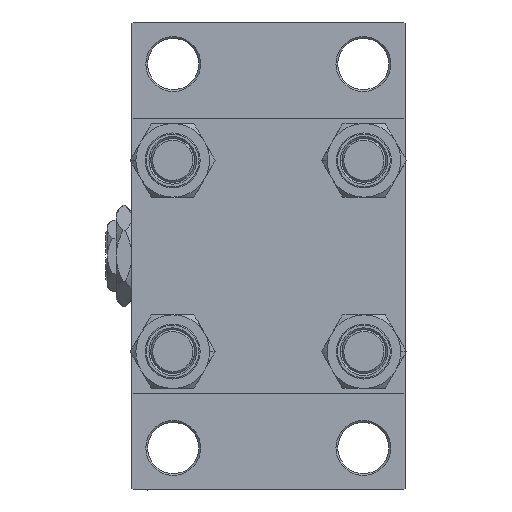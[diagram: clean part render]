
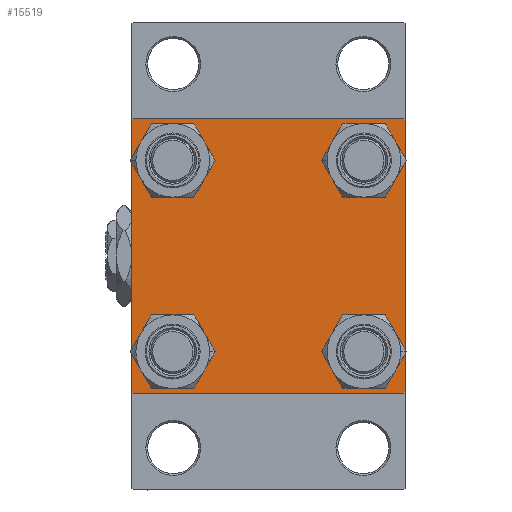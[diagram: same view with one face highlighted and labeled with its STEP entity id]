
A CAD part, left-side view. The second image highlights one B-rep face of the part: STEP entity #15519.
In plain terms, the highlighted planar face has unit normal (-1, 0, 0).
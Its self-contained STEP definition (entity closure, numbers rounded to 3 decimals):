
#9 = DIRECTION ( 'NONE',  ( 1., 0., 0. ) ) ;
#595 = CARTESIAN_POINT ( 'NONE',  ( 0., -26.15, -19.65 ) ) ;
#651 = DIRECTION ( 'NONE',  ( 0., 0., 1. ) ) ;
#938 = PLANE ( 'NONE',  #12514 ) ;
#1038 = EDGE_CURVE ( 'NONE', #7511, #34496, #35872, .T. ) ;
#1576 = ORIENTED_EDGE ( 'NONE', *, *, #25653, .T. ) ;
#2548 = LINE ( 'NONE', #29339, #28633 ) ;
#2859 = EDGE_CURVE ( 'NONE', #13860, #28558, #43317, .T. ) ;
#2902 = EDGE_CURVE ( 'NONE', #22136, #43084, #41020, .T. ) ;
#3789 = CARTESIAN_POINT ( 'NONE',  ( 0., -26.15, -26.15 ) ) ;
#3801 = EDGE_CURVE ( 'NONE', #7511, #12809, #39603, .T. ) ;
#3802 = DIRECTION ( 'NONE',  ( 1., 0., 0. ) ) ;
#3806 = ORIENTED_EDGE ( 'NONE', *, *, #38772, .T. ) ;
#4556 = ORIENTED_EDGE ( 'NONE', *, *, #37823, .T. ) ;
#4964 = CARTESIAN_POINT ( 'NONE',  ( 0., -37.5, 37.5 ) ) ;
#6026 = CARTESIAN_POINT ( 'NONE',  ( 0., -37.25, 37.25 ) ) ;
#6329 = CIRCLE ( 'NONE', #23246, 6.5 ) ;
#6359 = DIRECTION ( 'NONE',  ( 0., -0.707, 0.707 ) ) ;
#6539 = EDGE_CURVE ( 'NONE', #33989, #13860, #7803, .T. ) ;
#6846 = AXIS2_PLACEMENT_3D ( 'NONE', #20738, #12669, #13420 ) ;
#7249 = CARTESIAN_POINT ( 'NONE',  ( 0., 37.5, 37.5 ) ) ;
#7511 = VERTEX_POINT ( 'NONE', #40469 ) ;
#7637 = DIRECTION ( 'NONE',  ( 0., 0., 1. ) ) ;
#7803 = LINE ( 'NONE', #8055, #41368 ) ;
#8055 = CARTESIAN_POINT ( 'NONE',  ( 0., 37.25, 37.25 ) ) ;
#8472 = DIRECTION ( 'NONE',  ( 1., 0., 0. ) ) ;
#8507 = VERTEX_POINT ( 'NONE', #46253 ) ;
#8696 = DIRECTION ( 'NONE',  ( 0., 0., -1. ) ) ;
#8775 = DIRECTION ( 'NONE',  ( -1., 0., 0. ) ) ;
#9231 = CARTESIAN_POINT ( 'NONE',  ( 0., 26.15, -26.15 ) ) ;
#9304 = CARTESIAN_POINT ( 'NONE',  ( 0., -26.15, 26.15 ) ) ;
#9833 = EDGE_LOOP ( 'NONE', ( #1576, #4556 ) ) ;
#10161 = CARTESIAN_POINT ( 'NONE',  ( 0., -37.25, -37.25 ) ) ;
#11968 = EDGE_LOOP ( 'NONE', ( #22597, #3806, #45363, #43731, #44155, #35210, #17519, #48984 ) ) ;
#12514 = AXIS2_PLACEMENT_3D ( 'NONE', #35820, #8775, #20379 ) ;
#12669 = DIRECTION ( 'NONE',  ( 1., 0., 0. ) ) ;
#12794 = CARTESIAN_POINT ( 'NONE',  ( 0., 37.5, -37. ) ) ;
#12809 = VERTEX_POINT ( 'NONE', #12977 ) ;
#12977 = CARTESIAN_POINT ( 'NONE',  ( 0., -37.5, -37. ) ) ;
#13067 = ORIENTED_EDGE ( 'NONE', *, *, #39189, .T. ) ;
#13133 = CARTESIAN_POINT ( 'NONE',  ( 0., -37., -37.5 ) ) ;
#13223 = VERTEX_POINT ( 'NONE', #33570 ) ;
#13371 = DIRECTION ( 'NONE',  ( 0., 0.707, 0.707 ) ) ;
#13420 = DIRECTION ( 'NONE',  ( 0., 0., 1. ) ) ;
#13860 = VERTEX_POINT ( 'NONE', #17767 ) ;
#14165 = EDGE_CURVE ( 'NONE', #33989, #34496, #2548, .T. ) ;
#14400 = CARTESIAN_POINT ( 'NONE',  ( 0., -37., 37.5 ) ) ;
#15395 = CIRCLE ( 'NONE', #36415, 6.5 ) ;
#15421 = DIRECTION ( 'NONE',  ( 0., 0., 1. ) ) ;
#15519 = ADVANCED_FACE ( 'NONE', ( #16114, #31535, #20641, #28479, #47682 ), #938, .T. ) ;
#15994 = CARTESIAN_POINT ( 'NONE',  ( 0., 26.15, 26.15 ) ) ;
#16114 = FACE_BOUND ( 'NONE', #41077, .T. ) ;
#16143 = ORIENTED_EDGE ( 'NONE', *, *, #43761, .T. ) ;
#16602 = AXIS2_PLACEMENT_3D ( 'NONE', #15994, #47310, #7637 ) ;
#16890 = CARTESIAN_POINT ( 'NONE',  ( 0., 26.15, -32.65 ) ) ;
#17519 = ORIENTED_EDGE ( 'NONE', *, *, #14165, .F. ) ;
#17597 = CARTESIAN_POINT ( 'NONE',  ( 0., 37.25, -37.25 ) ) ;
#17767 = CARTESIAN_POINT ( 'NONE',  ( 0., 37.5, 37. ) ) ;
#18143 = CIRCLE ( 'NONE', #6846, 6.5 ) ;
#19626 = ORIENTED_EDGE ( 'NONE', *, *, #22840, .T. ) ;
#20379 = DIRECTION ( 'NONE',  ( 0., 0., 1. ) ) ;
#20641 = FACE_BOUND ( 'NONE', #9833, .T. ) ;
#20666 = CARTESIAN_POINT ( 'NONE',  ( 0., 26.15, 32.65 ) ) ;
#20738 = CARTESIAN_POINT ( 'NONE',  ( 0., 26.15, -26.15 ) ) ;
#21197 = VERTEX_POINT ( 'NONE', #22247 ) ;
#21638 = LINE ( 'NONE', #17597, #38383 ) ;
#22136 = VERTEX_POINT ( 'NONE', #44470 ) ;
#22247 = CARTESIAN_POINT ( 'NONE',  ( 0., -26.15, 19.65 ) ) ;
#22515 = VERTEX_POINT ( 'NONE', #595 ) ;
#22597 = ORIENTED_EDGE ( 'NONE', *, *, #2859, .T. ) ;
#22840 = EDGE_CURVE ( 'NONE', #26551, #23232, #6329, .T. ) ;
#23232 = VERTEX_POINT ( 'NONE', #20666 ) ;
#23246 = AXIS2_PLACEMENT_3D ( 'NONE', #39205, #31384, #26812 ) ;
#23719 = DIRECTION ( 'NONE',  ( 0., 0.707, -0.707 ) ) ;
#24635 = DIRECTION ( 'NONE',  ( 1., 0., 0. ) ) ;
#24705 = DIRECTION ( 'NONE',  ( 1., 0., 0. ) ) ;
#24848 = CIRCLE ( 'NONE', #46608, 6.5 ) ;
#25426 = DIRECTION ( 'NONE',  ( 0., -0.707, -0.707 ) ) ;
#25653 = EDGE_CURVE ( 'NONE', #33587, #36609, #15395, .T. ) ;
#25924 = VECTOR ( 'NONE', #39848, 1000. ) ;
#26467 = AXIS2_PLACEMENT_3D ( 'NONE', #9304, #24705, #40383 ) ;
#26551 = VERTEX_POINT ( 'NONE', #28441 ) ;
#26812 = DIRECTION ( 'NONE',  ( 0., 0., 1. ) ) ;
#28441 = CARTESIAN_POINT ( 'NONE',  ( 0., 26.15, 19.65 ) ) ;
#28479 = FACE_BOUND ( 'NONE', #46779, .T. ) ;
#28558 = VERTEX_POINT ( 'NONE', #12794 ) ;
#28633 = VECTOR ( 'NONE', #44995, 1000. ) ;
#29339 = CARTESIAN_POINT ( 'NONE',  ( 0., 37.5, 37.5 ) ) ;
#29465 = ORIENTED_EDGE ( 'NONE', *, *, #48668, .T. ) ;
#31384 = DIRECTION ( 'NONE',  ( 1., 0., 0. ) ) ;
#31535 = FACE_BOUND ( 'NONE', #37037, .T. ) ;
#32681 = LINE ( 'NONE', #10161, #49592 ) ;
#33570 = CARTESIAN_POINT ( 'NONE',  ( 0., -26.15, -32.65 ) ) ;
#33587 = VERTEX_POINT ( 'NONE', #37079 ) ;
#33989 = VERTEX_POINT ( 'NONE', #38241 ) ;
#34105 = EDGE_CURVE ( 'NONE', #43084, #12809, #32681, .T. ) ;
#34496 = VERTEX_POINT ( 'NONE', #14400 ) ;
#34813 = VECTOR ( 'NONE', #47604, 1000. ) ;
#35210 = ORIENTED_EDGE ( 'NONE', *, *, #1038, .T. ) ;
#35820 = CARTESIAN_POINT ( 'NONE',  ( 0., 0., 0. ) ) ;
#35872 = LINE ( 'NONE', #6026, #36345 ) ;
#36194 = CIRCLE ( 'NONE', #41053, 6.5 ) ;
#36345 = VECTOR ( 'NONE', #13371, 1000. ) ;
#36415 = AXIS2_PLACEMENT_3D ( 'NONE', #9231, #24635, #40066 ) ;
#36609 = VERTEX_POINT ( 'NONE', #16890 ) ;
#36712 = ORIENTED_EDGE ( 'NONE', *, *, #45025, .T. ) ;
#37037 = EDGE_LOOP ( 'NONE', ( #16143, #45198 ) ) ;
#37079 = CARTESIAN_POINT ( 'NONE',  ( 0., 26.15, -19.65 ) ) ;
#37823 = EDGE_CURVE ( 'NONE', #36609, #33587, #18143, .T. ) ;
#38241 = CARTESIAN_POINT ( 'NONE',  ( 0., 37., 37.5 ) ) ;
#38383 = VECTOR ( 'NONE', #25426, 1000. ) ;
#38434 = CARTESIAN_POINT ( 'NONE',  ( 0., -26.15, -26.15 ) ) ;
#38772 = EDGE_CURVE ( 'NONE', #28558, #22136, #21638, .T. ) ;
#39189 = EDGE_CURVE ( 'NONE', #23232, #26551, #43224, .T. ) ;
#39205 = CARTESIAN_POINT ( 'NONE',  ( 0., 26.15, 26.15 ) ) ;
#39497 = EDGE_CURVE ( 'NONE', #13223, #22515, #49659, .T. ) ;
#39603 = LINE ( 'NONE', #4964, #25924 ) ;
#39848 = DIRECTION ( 'NONE',  ( 0., 0., -1. ) ) ;
#39981 = AXIS2_PLACEMENT_3D ( 'NONE', #3789, #9, #15421 ) ;
#40066 = DIRECTION ( 'NONE',  ( 0., 0., 1. ) ) ;
#40067 = CARTESIAN_POINT ( 'NONE',  ( 0., -26.15, 26.15 ) ) ;
#40383 = DIRECTION ( 'NONE',  ( 0., 0., 1. ) ) ;
#40469 = CARTESIAN_POINT ( 'NONE',  ( 0., -37.5, 37. ) ) ;
#41020 = LINE ( 'NONE', #48359, #34813 ) ;
#41053 = AXIS2_PLACEMENT_3D ( 'NONE', #40067, #8472, #651 ) ;
#41077 = EDGE_LOOP ( 'NONE', ( #36712, #29465 ) ) ;
#41368 = VECTOR ( 'NONE', #23719, 1000. ) ;
#42633 = CIRCLE ( 'NONE', #26467, 6.5 ) ;
#42723 = DIRECTION ( 'NONE',  ( 0., 0., 1. ) ) ;
#43084 = VERTEX_POINT ( 'NONE', #13133 ) ;
#43224 = CIRCLE ( 'NONE', #16602, 6.5 ) ;
#43317 = LINE ( 'NONE', #7249, #46051 ) ;
#43731 = ORIENTED_EDGE ( 'NONE', *, *, #34105, .T. ) ;
#43761 = EDGE_CURVE ( 'NONE', #22515, #13223, #24848, .T. ) ;
#44155 = ORIENTED_EDGE ( 'NONE', *, *, #3801, .F. ) ;
#44470 = CARTESIAN_POINT ( 'NONE',  ( 0., 37., -37.5 ) ) ;
#44995 = DIRECTION ( 'NONE',  ( 0., -1., 0. ) ) ;
#45025 = EDGE_CURVE ( 'NONE', #8507, #21197, #42633, .T. ) ;
#45198 = ORIENTED_EDGE ( 'NONE', *, *, #39497, .T. ) ;
#45363 = ORIENTED_EDGE ( 'NONE', *, *, #2902, .T. ) ;
#46051 = VECTOR ( 'NONE', #8696, 1000. ) ;
#46253 = CARTESIAN_POINT ( 'NONE',  ( 0., -26.15, 32.65 ) ) ;
#46608 = AXIS2_PLACEMENT_3D ( 'NONE', #38434, #3802, #42723 ) ;
#46779 = EDGE_LOOP ( 'NONE', ( #13067, #19626 ) ) ;
#47310 = DIRECTION ( 'NONE',  ( 1., 0., 0. ) ) ;
#47604 = DIRECTION ( 'NONE',  ( 0., -1., 0. ) ) ;
#47682 = FACE_OUTER_BOUND ( 'NONE', #11968, .T. ) ;
#48359 = CARTESIAN_POINT ( 'NONE',  ( 0., 37.5, -37.5 ) ) ;
#48668 = EDGE_CURVE ( 'NONE', #21197, #8507, #36194, .T. ) ;
#48984 = ORIENTED_EDGE ( 'NONE', *, *, #6539, .T. ) ;
#49592 = VECTOR ( 'NONE', #6359, 1000. ) ;
#49659 = CIRCLE ( 'NONE', #39981, 6.5 ) ;
